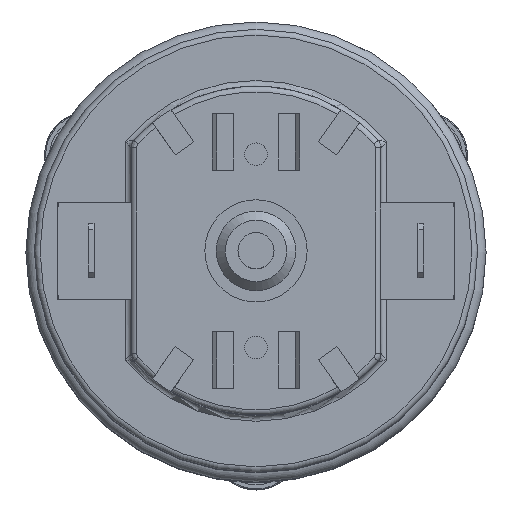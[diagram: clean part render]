
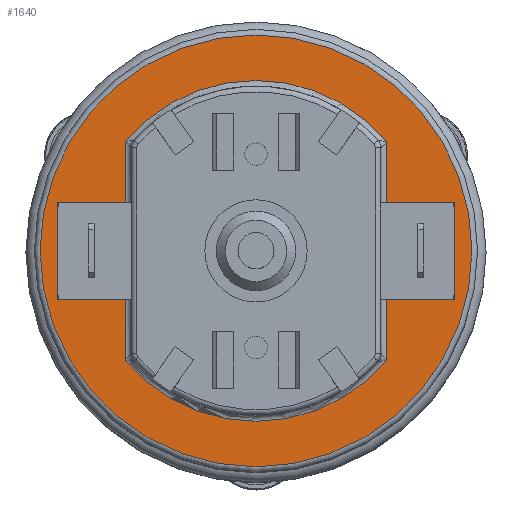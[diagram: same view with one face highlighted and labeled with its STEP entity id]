
A CAD part, top view. The second image highlights one B-rep face of the part: STEP entity #1640.
In plain terms, the highlighted planar face has unit normal (0, 0, 1).
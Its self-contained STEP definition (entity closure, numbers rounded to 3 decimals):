
#830=LINE('',#11253,#1243);
#831=LINE('',#11255,#1244);
#832=LINE('',#11257,#1245);
#833=LINE('',#11259,#1246);
#834=LINE('',#11261,#1247);
#835=LINE('',#11265,#1248);
#836=LINE('',#11267,#1249);
#837=LINE('',#11269,#1250);
#838=LINE('',#11271,#1251);
#839=LINE('',#11273,#1252);
#1243=VECTOR('',#8762,1.);
#1244=VECTOR('',#8763,1.);
#1245=VECTOR('',#8764,1.);
#1246=VECTOR('',#8765,1.);
#1247=VECTOR('',#8766,1.);
#1248=VECTOR('',#8769,1.);
#1249=VECTOR('',#8770,1.);
#1250=VECTOR('',#8771,1.);
#1251=VECTOR('',#8772,1.);
#1252=VECTOR('',#8773,1.);
#1640=ADVANCED_FACE('',(#2438,#2191),#1886,.T.);
#1886=PLANE('',#7107);
#2191=FACE_OUTER_BOUND('',#2892,.T.);
#2438=FACE_BOUND('',#2891,.T.);
#2891=EDGE_LOOP('',(#4360,#4361,#4362,#4363,#4364,#4365,#4366,#4367,#4368,
#4369,#4370,#4371));
#2892=EDGE_LOOP('',(#4372));
#4360=ORIENTED_EDGE('',*,*,#6030,.T.);
#4361=ORIENTED_EDGE('',*,*,#6031,.T.);
#4362=ORIENTED_EDGE('',*,*,#6032,.T.);
#4363=ORIENTED_EDGE('',*,*,#6033,.F.);
#4364=ORIENTED_EDGE('',*,*,#6034,.F.);
#4365=ORIENTED_EDGE('',*,*,#6035,.T.);
#4366=ORIENTED_EDGE('',*,*,#6036,.T.);
#4367=ORIENTED_EDGE('',*,*,#6037,.T.);
#4368=ORIENTED_EDGE('',*,*,#6038,.F.);
#4369=ORIENTED_EDGE('',*,*,#6039,.T.);
#4370=ORIENTED_EDGE('',*,*,#6040,.T.);
#4371=ORIENTED_EDGE('',*,*,#6041,.T.);
#4372=ORIENTED_EDGE('',*,*,#6042,.T.);
#5242=VERTEX_POINT('',#11251);
#5243=VERTEX_POINT('',#11252);
#5244=VERTEX_POINT('',#11254);
#5245=VERTEX_POINT('',#11256);
#5246=VERTEX_POINT('',#11258);
#5247=VERTEX_POINT('',#11260);
#5248=VERTEX_POINT('',#11262);
#5249=VERTEX_POINT('',#11264);
#5250=VERTEX_POINT('',#11266);
#5251=VERTEX_POINT('',#11268);
#5252=VERTEX_POINT('',#11270);
#5253=VERTEX_POINT('',#11272);
#5254=VERTEX_POINT('',#11275);
#6030=EDGE_CURVE('',#5242,#5243,#6458,.T.);
#6031=EDGE_CURVE('',#5243,#5244,#830,.T.);
#6032=EDGE_CURVE('',#5244,#5245,#831,.T.);
#6033=EDGE_CURVE('',#5246,#5245,#832,.T.);
#6034=EDGE_CURVE('',#5247,#5246,#833,.T.);
#6035=EDGE_CURVE('',#5247,#5248,#834,.T.);
#6036=EDGE_CURVE('',#5248,#5249,#6459,.T.);
#6037=EDGE_CURVE('',#5249,#5250,#835,.T.);
#6038=EDGE_CURVE('',#5251,#5250,#836,.T.);
#6039=EDGE_CURVE('',#5251,#5252,#837,.T.);
#6040=EDGE_CURVE('',#5252,#5253,#838,.T.);
#6041=EDGE_CURVE('',#5253,#5242,#839,.T.);
#6042=EDGE_CURVE('',#5254,#5254,#6460,.T.);
#6458=CIRCLE('',#7104,14.996);
#6459=CIRCLE('',#7105,15.);
#6460=CIRCLE('',#7106,19.);
#7104=AXIS2_PLACEMENT_3D('',#11250,#8760,#8761);
#7105=AXIS2_PLACEMENT_3D('',#11263,#8767,#8768);
#7106=AXIS2_PLACEMENT_3D('',#11274,#8774,#8775);
#7107=AXIS2_PLACEMENT_3D('',#11276,#8776,#8777);
#8760=DIRECTION('',(0.,0.,-1.));
#8761=DIRECTION('',(0.,-1.,0.));
#8762=DIRECTION('',(0.,1.,0.));
#8763=DIRECTION('',(-1.,0.,0.));
#8764=DIRECTION('',(0.,-1.,0.));
#8765=DIRECTION('',(-1.,0.,0.));
#8766=DIRECTION('',(0.,1.,0.));
#8767=DIRECTION('',(0.,0.,-1.));
#8768=DIRECTION('',(0.,-1.,0.));
#8769=DIRECTION('',(0.,-1.,0.));
#8770=DIRECTION('',(-1.,0.,0.));
#8771=DIRECTION('',(0.,-1.,0.));
#8772=DIRECTION('',(-1.,0.,0.));
#8773=DIRECTION('',(0.,-1.,0.));
#8774=DIRECTION('',(0.,0.,1.));
#8775=DIRECTION('',(0.,-1.,0.));
#8776=DIRECTION('',(0.,0.,1.));
#8777=DIRECTION('',(0.,-1.,0.));
#11250=CARTESIAN_POINT('',(19.5,19.5,65.2));
#11251=CARTESIAN_POINT('',(31.,9.876,65.2));
#11252=CARTESIAN_POINT('',(8.,9.876,65.2));
#11253=CARTESIAN_POINT('',(8.,15.25,65.2));
#11254=CARTESIAN_POINT('',(8.,15.25,65.2));
#11255=CARTESIAN_POINT('',(8.5,15.25,65.2));
#11256=CARTESIAN_POINT('',(2.,15.25,65.2));
#11257=CARTESIAN_POINT('',(2.,23.75,65.2));
#11258=CARTESIAN_POINT('',(2.,23.75,65.2));
#11259=CARTESIAN_POINT('',(8.5,23.75,65.2));
#11260=CARTESIAN_POINT('',(8.,23.75,65.2));
#11261=CARTESIAN_POINT('',(8.,28.947,65.2));
#11262=CARTESIAN_POINT('',(8.,29.131,65.2));
#11263=CARTESIAN_POINT('',(19.5,19.5,65.2));
#11264=CARTESIAN_POINT('',(31.,29.131,65.2));
#11265=CARTESIAN_POINT('',(31.,19.5,65.2));
#11266=CARTESIAN_POINT('',(31.,23.75,65.2));
#11267=CARTESIAN_POINT('',(37.,23.75,65.2));
#11268=CARTESIAN_POINT('',(37.,23.75,65.2));
#11269=CARTESIAN_POINT('',(37.,23.75,65.2));
#11270=CARTESIAN_POINT('',(37.,15.25,65.2));
#11271=CARTESIAN_POINT('',(37.,15.25,65.2));
#11272=CARTESIAN_POINT('',(31.,15.25,65.2));
#11273=CARTESIAN_POINT('',(31.,19.5,65.2));
#11274=CARTESIAN_POINT('',(19.5,19.5,65.2));
#11275=CARTESIAN_POINT('',(19.5,0.5,65.2));
#11276=CARTESIAN_POINT('',(19.5,19.5,65.2));
